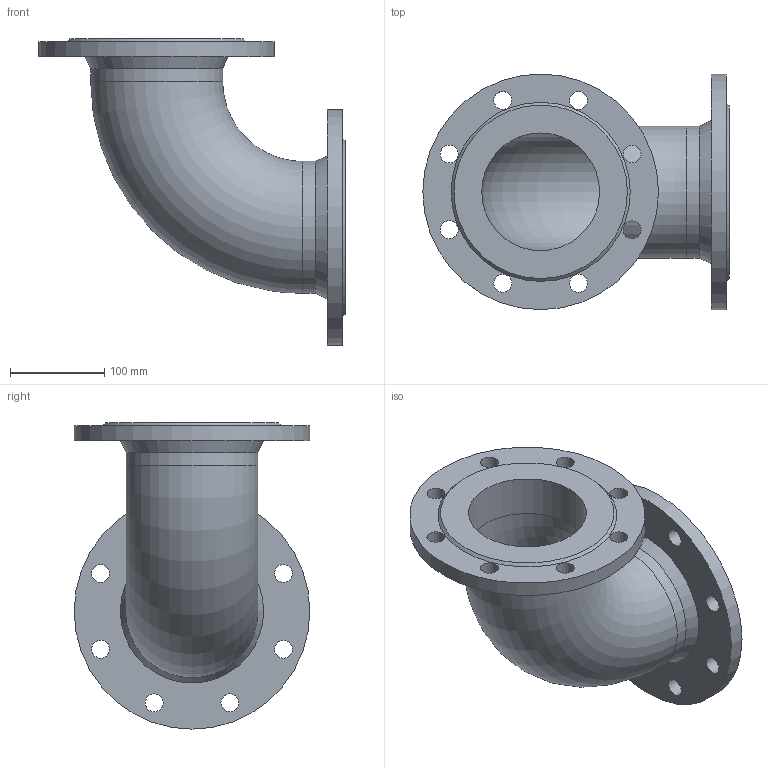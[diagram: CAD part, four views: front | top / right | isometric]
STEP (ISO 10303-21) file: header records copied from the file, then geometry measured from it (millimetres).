
FILE_DESCRIPTION (( 'STEP AP203' ), '1' );
FILE_NAME ('125-90.STEP', '2017-10-30T08:29:24', ( 'Windows User' ), ( 'AVK' ), 'SwSTEP 2.0', 'SolidWorks 2012', '' );
FILE_SCHEMA (( 'CONFIG_CONTROL_DESIGN' ));
Length unit declared in the file: millimetre
Products named in the file (1): 125-90
Bounding box: 325 x 250 x 325 mm (x, y, z)
Volume: 2154065.5 mm3; surface area: 430930.8 mm2
Topology: 1 solids, 1 shells, 34 faces, 80 edges, 52 vertices
Faces by surface type: cylinder 22, plane 6, cone 4, torus 2
Full cylindrical faces by diameter (mm): 19 x16, 125 x2, 140 x2, 250 x2
Entity records: 989 total; most frequent: DIRECTION 170, CARTESIAN_POINT 135, ORIENTED_EDGE 100, EDGE_LOOP 100, AXIS2_PLACEMENT_3D 85, FACE_OUTER_BOUND 58, CIRCLE 50, VERTEX_POINT 50
